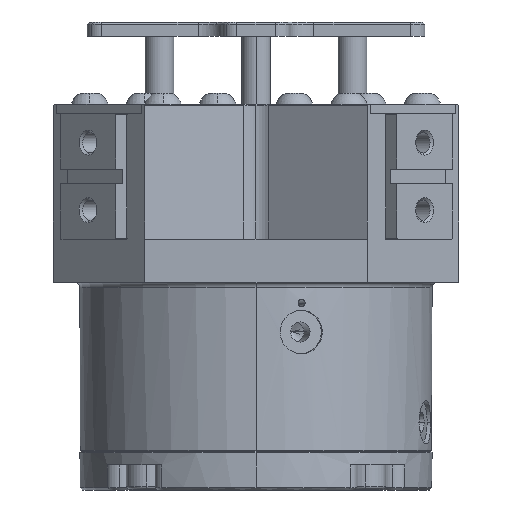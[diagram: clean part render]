
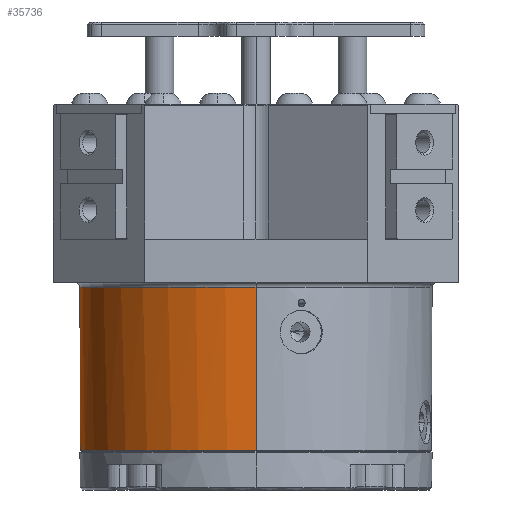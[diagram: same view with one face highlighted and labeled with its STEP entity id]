
A CAD part, left-side view. The second image highlights one B-rep face of the part: STEP entity #35736.
In plain terms, the highlighted cylindrical face has radius 36.5 mm (diameter 73 mm), a partial arc.
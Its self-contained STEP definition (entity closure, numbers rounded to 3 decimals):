
#79 = CARTESIAN_POINT ( 'NONE',  ( 35.451, 8.691, 31.804 ) ) ;
#171 = CARTESIAN_POINT ( 'NONE',  ( -36.5, 0., 0.2 ) ) ;
#448 = CARTESIAN_POINT ( 'NONE',  ( 35., 10.356, 31.683 ) ) ;
#822 = CARTESIAN_POINT ( 'NONE',  ( 34.823, 10.936, 0.2 ) ) ;
#1221 = VERTEX_POINT ( 'NONE', #10459 ) ;
#2361 = ORIENTED_EDGE ( 'NONE', *, *, #24621, .F. ) ;
#2464 = B_SPLINE_CURVE_WITH_KNOTS ( 'NONE', 3,
 ( #4394, #33259, #16844, #45687, #21003, #49838, #25147, #448, #29303, #4576, #33437, #8728, #37590, #12854 ),
 .UNSPECIFIED., .F., .F.,
 ( 4, 2, 2, 2, 2, 2, 4 ),
 ( 0., 0., 0.001, 0.001, 0.001, 0.002, 0.002 ),
 .UNSPECIFIED. ) ;
#3076 = CARTESIAN_POINT ( 'NONE',  ( 0., 0., 0.2 ) ) ;
#3166 = CARTESIAN_POINT ( 'NONE',  ( -36.5, 0., 34. ) ) ;
#4198 = CARTESIAN_POINT ( 'NONE',  ( 35.309, 9.249, 32. ) ) ;
#4394 = CARTESIAN_POINT ( 'NONE',  ( 35.256, 9.447, 32. ) ) ;
#4576 = CARTESIAN_POINT ( 'NONE',  ( 34.916, 10.638, 31.404 ) ) ;
#5633 = CARTESIAN_POINT ( 'NONE',  ( 0., 0., 32. ) ) ;
#5989 = VERTEX_POINT ( 'NONE', #47000 ) ;
#6188 = ORIENTED_EDGE ( 'NONE', *, *, #14116, .F. ) ;
#7218 = DIRECTION ( 'NONE',  ( 1., 0., 0. ) ) ;
#7649 = ORIENTED_EDGE ( 'NONE', *, *, #40249, .T. ) ;
#7782 = B_SPLINE_CURVE_WITH_KNOTS ( 'NONE', 3,
 ( #49275, #53421, #37048, #12300, #41168, #16458, #45306, #20626, #49456, #24761, #79, #28915, #4198, #33059 ),
 .UNSPECIFIED., .F., .F.,
 ( 4, 2, 2, 2, 2, 2, 4 ),
 ( 0., 0., 0.001, 0.001, 0.001, 0.002, 0.002 ),
 .UNSPECIFIED. ) ;
#8654 = VERTEX_POINT ( 'NONE', #43410 ) ;
#8728 = CARTESIAN_POINT ( 'NONE',  ( 34.836, 10.896, 30.858 ) ) ;
#9929 = DIRECTION ( 'NONE',  ( 0., 0., 1. ) ) ;
#9985 = VECTOR ( 'NONE', #20651, 1000. ) ;
#10459 = CARTESIAN_POINT ( 'NONE',  ( 36.5, 0., 0.2 ) ) ;
#10939 = VERTEX_POINT ( 'NONE', #27700 ) ;
#12090 = CARTESIAN_POINT ( 'NONE',  ( 35.626, 7.941, 0.2 ) ) ;
#12198 = CARTESIAN_POINT ( 'NONE',  ( 35.256, 9.447, 32. ) ) ;
#12300 = CARTESIAN_POINT ( 'NONE',  ( 35.615, 7.989, 30.851 ) ) ;
#12321 = CARTESIAN_POINT ( 'NONE',  ( 36.5, 0., 32. ) ) ;
#12368 = AXIS2_PLACEMENT_3D ( 'NONE', #3076, #31934, #7218 ) ;
#12854 = CARTESIAN_POINT ( 'NONE',  ( 34.823, 10.936, 30.45 ) ) ;
#13107 = AXIS2_PLACEMENT_3D ( 'NONE', #22601, #51451, #26748 ) ;
#14116 = EDGE_CURVE ( 'NONE', #1221, #8654, #42910, .T. ) ;
#15143 = VERTEX_POINT ( 'NONE', #171 ) ;
#16458 = CARTESIAN_POINT ( 'NONE',  ( 35.591, 8.094, 31.137 ) ) ;
#16844 = CARTESIAN_POINT ( 'NONE',  ( 35.203, 9.643, 31.99 ) ) ;
#16960 = DIRECTION ( 'NONE',  ( 0., 0., 1. ) ) ;
#17721 = CARTESIAN_POINT ( 'NONE',  ( 0., 0., 0.2 ) ) ;
#17958 = EDGE_CURVE ( 'NONE', #20117, #10939, #36303, .T. ) ;
#18368 = CARTESIAN_POINT ( 'NONE',  ( 35.626, 7.941, 32. ) ) ;
#20117 = VERTEX_POINT ( 'NONE', #822 ) ;
#20626 = CARTESIAN_POINT ( 'NONE',  ( 35.555, 8.25, 31.394 ) ) ;
#20651 = DIRECTION ( 'NONE',  ( 0., 0., 1. ) ) ;
#21003 = CARTESIAN_POINT ( 'NONE',  ( 35.124, 9.928, 31.921 ) ) ;
#21874 = DIRECTION ( 'NONE',  ( 1., 0., 0. ) ) ;
#22515 = VECTOR ( 'NONE', #38945, 1000. ) ;
#22601 = CARTESIAN_POINT ( 'NONE',  ( 0., 0., 34. ) ) ;
#24244 = EDGE_CURVE ( 'NONE', #1221, #38529, #35445, .T. ) ;
#24621 = EDGE_CURVE ( 'NONE', #5989, #38529, #33492, .T. ) ;
#24761 = CARTESIAN_POINT ( 'NONE',  ( 35.491, 8.523, 31.689 ) ) ;
#25091 = CARTESIAN_POINT ( 'NONE',  ( -36.5, 0., 32. ) ) ;
#25147 = CARTESIAN_POINT ( 'NONE',  ( 35.048, 10.194, 31.796 ) ) ;
#25337 = VECTOR ( 'NONE', #9929, 1000. ) ;
#25940 = EDGE_LOOP ( 'NONE', ( #26866, #35630, #37372, #6188, #43430, #2361, #7649, #34069, #39218 ) ) ;
#26113 = CIRCLE ( 'NONE', #13107, 36.5 ) ;
#26728 = DIRECTION ( 'NONE',  ( 1., 0., 0. ) ) ;
#26748 = DIRECTION ( 'NONE',  ( 1., 0., 0. ) ) ;
#26866 = ORIENTED_EDGE ( 'NONE', *, *, #47654, .T. ) ;
#27700 = CARTESIAN_POINT ( 'NONE',  ( 34.823, 10.936, 30.45 ) ) ;
#28915 = CARTESIAN_POINT ( 'NONE',  ( 35.36, 9.052, 31.959 ) ) ;
#29303 = CARTESIAN_POINT ( 'NONE',  ( 34.977, 10.432, 31.618 ) ) ;
#30177 = AXIS2_PLACEMENT_3D ( 'NONE', #5633, #51432, #26728 ) ;
#31934 = DIRECTION ( 'NONE',  ( 0., 0., 1. ) ) ;
#33059 = CARTESIAN_POINT ( 'NONE',  ( 35.256, 9.447, 32. ) ) ;
#33259 = CARTESIAN_POINT ( 'NONE',  ( 35.23, 9.546, 32. ) ) ;
#33437 = CARTESIAN_POINT ( 'NONE',  ( 34.882, 10.748, 31.231 ) ) ;
#33492 = LINE ( 'NONE', #18368, #22515 ) ;
#34069 = ORIENTED_EDGE ( 'NONE', *, *, #47542, .T. ) ;
#35445 = CIRCLE ( 'NONE', #12368, 36.5 ) ;
#35630 = ORIENTED_EDGE ( 'NONE', *, *, #43968, .T. ) ;
#35736 = ADVANCED_FACE ( 'NONE', ( #48888 ), #47567, .T. ) ;
#36303 = LINE ( 'NONE', #46869, #25337 ) ;
#36782 = VERTEX_POINT ( 'NONE', #3166 ) ;
#37048 = CARTESIAN_POINT ( 'NONE',  ( 35.623, 7.951, 30.653 ) ) ;
#37372 = ORIENTED_EDGE ( 'NONE', *, *, #43027, .T. ) ;
#37590 = CARTESIAN_POINT ( 'NONE',  ( 34.823, 10.936, 30.655 ) ) ;
#37669 = VECTOR ( 'NONE', #16960, 1000. ) ;
#38529 = VERTEX_POINT ( 'NONE', #12090 ) ;
#38945 = DIRECTION ( 'NONE',  ( 0., 0., -1. ) ) ;
#38962 = LINE ( 'NONE', #25091, #37669 ) ;
#39218 = ORIENTED_EDGE ( 'NONE', *, *, #17958, .F. ) ;
#40249 = EDGE_CURVE ( 'NONE', #5989, #52722, #7782, .T. ) ;
#41168 = CARTESIAN_POINT ( 'NONE',  ( 35.608, 8.018, 30.949 ) ) ;
#42910 = LINE ( 'NONE', #12321, #9985 ) ;
#43027 = EDGE_CURVE ( 'NONE', #36782, #8654, #26113, .T. ) ;
#43410 = CARTESIAN_POINT ( 'NONE',  ( 36.5, 0., 34. ) ) ;
#43430 = ORIENTED_EDGE ( 'NONE', *, *, #24244, .T. ) ;
#43968 = EDGE_CURVE ( 'NONE', #15143, #36782, #38962, .T. ) ;
#45306 = CARTESIAN_POINT ( 'NONE',  ( 35.581, 8.141, 31.226 ) ) ;
#45687 = CARTESIAN_POINT ( 'NONE',  ( 35.151, 9.834, 31.951 ) ) ;
#46544 = DIRECTION ( 'NONE',  ( 0., 0., 1. ) ) ;
#46869 = CARTESIAN_POINT ( 'NONE',  ( 34.823, 10.936, 32. ) ) ;
#47000 = CARTESIAN_POINT ( 'NONE',  ( 35.626, 7.941, 30.45 ) ) ;
#47542 = EDGE_CURVE ( 'NONE', #52722, #10939, #2464, .T. ) ;
#47567 = CYLINDRICAL_SURFACE ( 'NONE', #30177, 36.5 ) ;
#47654 = EDGE_CURVE ( 'NONE', #20117, #15143, #52253, .T. ) ;
#48888 = FACE_OUTER_BOUND ( 'NONE', #25940, .T. ) ;
#49275 = CARTESIAN_POINT ( 'NONE',  ( 35.626, 7.941, 30.45 ) ) ;
#49456 = CARTESIAN_POINT ( 'NONE',  ( 35.541, 8.314, 31.474 ) ) ;
#49838 = CARTESIAN_POINT ( 'NONE',  ( 35.072, 10.109, 31.843 ) ) ;
#50063 = AXIS2_PLACEMENT_3D ( 'NONE', #17721, #46544, #21874 ) ;
#51432 = DIRECTION ( 'NONE',  ( 0., 0., 1. ) ) ;
#51451 = DIRECTION ( 'NONE',  ( 0., 0., -1. ) ) ;
#52253 = CIRCLE ( 'NONE', #50063, 36.5 ) ;
#52722 = VERTEX_POINT ( 'NONE', #12198 ) ;
#53421 = CARTESIAN_POINT ( 'NONE',  ( 35.626, 7.941, 30.552 ) ) ;
